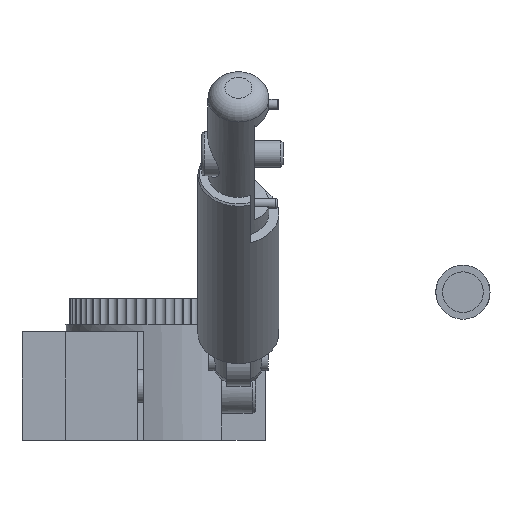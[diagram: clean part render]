
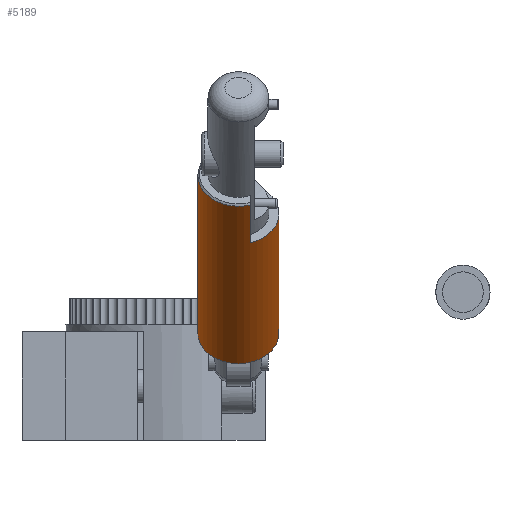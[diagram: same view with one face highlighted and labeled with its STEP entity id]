
A CAD part, left-side view. The second image highlights one B-rep face of the part: STEP entity #5189.
In plain terms, the highlighted cylindrical face has radius 12 mm (diameter 24 mm), a full revolution.
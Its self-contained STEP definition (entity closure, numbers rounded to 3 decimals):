
#214=LINE('',#7360,#447);
#218=LINE('',#7371,#451);
#447=VECTOR('',#6042,1000.);
#451=VECTOR('',#6050,1000.);
#824=ORIENTED_EDGE('',*,*,#1835,.T.);
#825=ORIENTED_EDGE('',*,*,#1830,.T.);
#826=ORIENTED_EDGE('',*,*,#1838,.F.);
#827=ORIENTED_EDGE('',*,*,#1825,.T.);
#828=ORIENTED_EDGE('',*,*,#1872,.F.);
#1825=EDGE_CURVE('',#2367,#2368,#214,.T.);
#1830=EDGE_CURVE('',#2372,#2373,#218,.T.);
#1835=EDGE_CURVE('',#2368,#2372,#2733,.T.);
#1838=EDGE_CURVE('',#2367,#2373,#2736,.T.);
#1872=EDGE_CURVE('',#2401,#2401,#2748,.T.);
#2367=VERTEX_POINT('',#7361);
#2368=VERTEX_POINT('',#7362);
#2372=VERTEX_POINT('',#7372);
#2373=VERTEX_POINT('',#7373);
#2401=VERTEX_POINT('',#7519);
#2733=CIRCLE('',#5452,12.);
#2736=CIRCLE('',#5456,12.);
#2748=CIRCLE('',#5478,12.);
#3043=EDGE_LOOP('',(#824,#825,#826,#827));
#3044=EDGE_LOOP('',(#828));
#3320=FACE_BOUND('',#3043,.T.);
#3321=FACE_BOUND('',#3044,.T.);
#3547=CYLINDRICAL_SURFACE('',#5477,12.);
#5189=ADVANCED_FACE('',(#3320,#3321),#3547,.T.);
#5452=AXIS2_PLACEMENT_3D('',#7382,#6058,#6059);
#5456=AXIS2_PLACEMENT_3D('',#7386,#6066,#6067);
#5477=AXIS2_PLACEMENT_3D('',#7517,#6118,#6119);
#5478=AXIS2_PLACEMENT_3D('',#7518,#6120,#6121);
#6042=DIRECTION('',(0.76,0.,-0.65));
#6050=DIRECTION('',(-0.76,0.,0.65));
#6058=DIRECTION('',(0.76,0.,-0.65));
#6059=DIRECTION('',(0.65,0.,0.76));
#6066=DIRECTION('',(-0.76,0.,0.65));
#6067=DIRECTION('',(-0.65,0.,-0.76));
#6118=DIRECTION('',(0.76,0.,-0.65));
#6119=DIRECTION('',(0.65,0.,0.76));
#6120=DIRECTION('',(0.76,0.,-0.65));
#6121=DIRECTION('',(0.,1.,0.));
#7360=CARTESIAN_POINT('',(-10.075,65.2,181.272));
#7361=CARTESIAN_POINT('',(-37.102,65.2,204.367));
#7362=CARTESIAN_POINT('',(-23.95,65.2,193.128));
#7371=CARTESIAN_POINT('',(-24.989,65.2,163.819));
#7372=CARTESIAN_POINT('',(-38.864,65.2,175.676));
#7373=CARTESIAN_POINT('',(-52.016,65.2,186.915));
#7382=CARTESIAN_POINT('',(-31.407,68.7,184.402));
#7386=CARTESIAN_POINT('',(-44.559,68.7,195.641));
#7517=CARTESIAN_POINT('',(-17.532,68.7,172.546));
#7518=CARTESIAN_POINT('',(9.875,68.7,149.125));
#7519=CARTESIAN_POINT('',(9.875,80.7,149.125));
